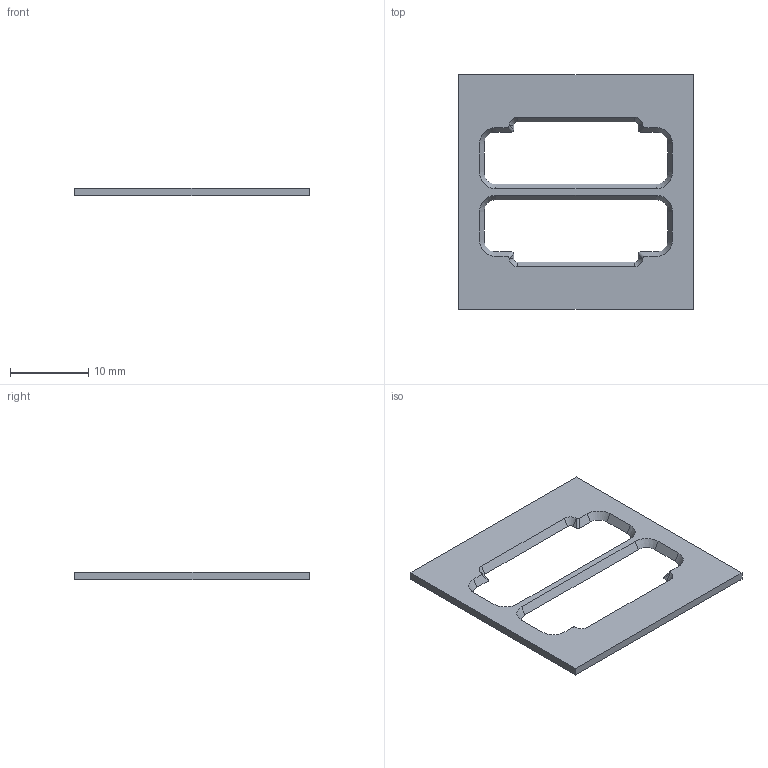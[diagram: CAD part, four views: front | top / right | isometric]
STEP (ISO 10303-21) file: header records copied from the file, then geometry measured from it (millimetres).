
FILE_DESCRIPTION(('Open CASCADE Model'),'2;1');
FILE_NAME('Open CASCADE Shape Model','2023-02-06T09:57:53',('Author'),( 'Open CASCADE'),'Open CASCADE STEP processor 7.6','Open CASCADE 7.6' ,'Unknown');
FILE_SCHEMA(('AUTOMOTIVE_DESIGN { 1 0 10303 214 1 1 1 1 }'));
Length unit declared in the file: millimetre
Products named in the file (5): CQ assembly; active_mask_loft; active_mask_loft_part; single_piece_mask; single_piece_mask_part
Assembly tree (4 placements, depth 4):
  CQ assembly
    active_mask_loft
      active_mask_loft_part
      single_piece_mask
        single_piece_mask_part
Bounding box: 30 x 30 x 1 mm (x, y, z)
Volume: 513 mm3; surface area: 1287.2 mm2
Topology: 1 solids, 1 shells, 38 faces, 108 edges, 72 vertices
Faces by surface type: bspline 18, plane 12, cone 8
Entity records: 2783 total; most frequent: CARTESIAN_POINT 665, DIRECTION 338, ORIENTED_EDGE 216, PCURVE 216, DEFINITIONAL_REPRESENTATION 216, LINE 192, VECTOR 192, EDGE_CURVE 108
